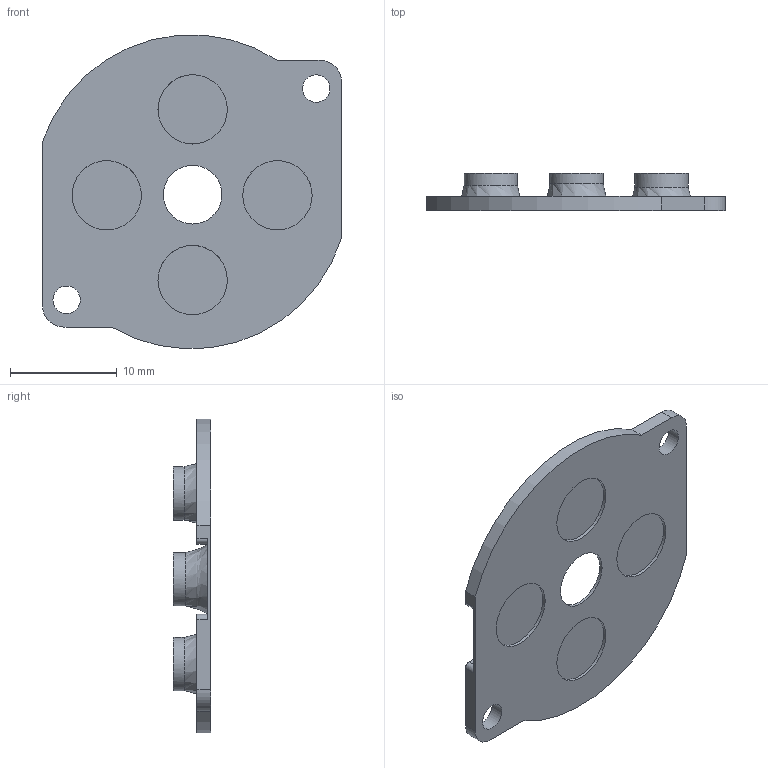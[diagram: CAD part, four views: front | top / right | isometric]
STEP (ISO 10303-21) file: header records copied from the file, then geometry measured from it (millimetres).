
FILE_DESCRIPTION(/* description */ (''),/* implementation_level */ '2;1');
FILE_NAME(/* name */ 'GBC_DPAD_MEMBRANE.step',/* time_stamp */ '2024-06-22T13:27:40-05:00',/* author */ (''),/* organization */ (''),/* preprocessor_version */ 'ST-DEVELOPER v20',/* originating_system */ 'Autodesk Translation Framework v13.14.0.145',/* authorisation */ '');
FILE_SCHEMA (('AUTOMOTIVE_DESIGN { 1 0 10303 214 3 1 1 }'));
Length unit declared in the file: millimetre
Products named in the file (1): GBC D-Pad Membrane
Bounding box: 28 x 3.5 x 29.38 mm (x, y, z)
Volume: 608.9 mm3; surface area: 1758.8 mm2
Topology: 5 solids, 5 shells, 49 faces, 125 edges, 86 vertices
Faces by surface type: cylinder 25, plane 20, bspline 4
Full cylindrical faces by diameter (mm): 2.569 x2, 5 x4, 5.5 x1, 6.5 x4
Entity records: 2101 total; most frequent: CARTESIAN_POINT 805, DIRECTION 267, ORIENTED_EDGE 250, EDGE_CURVE 125, AXIS2_PLACEMENT_3D 104, VERTEX_POINT 86, EDGE_LOOP 63, LINE 59
